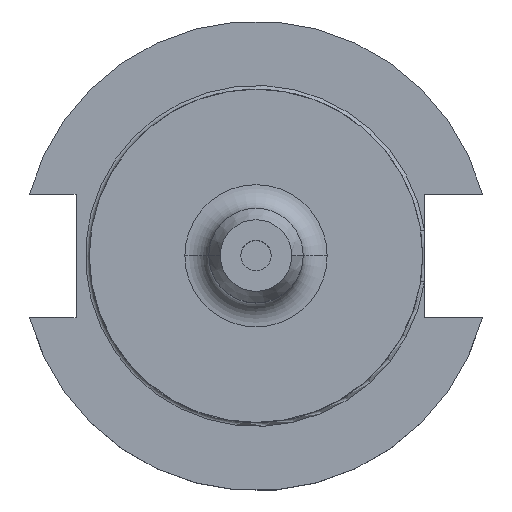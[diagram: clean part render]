
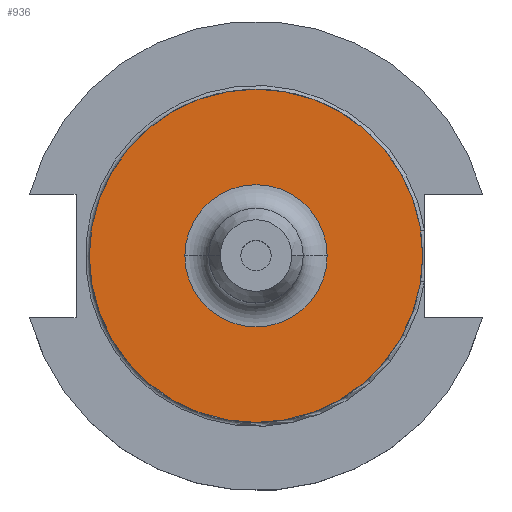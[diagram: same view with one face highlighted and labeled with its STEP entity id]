
A CAD part, top view. The second image highlights one B-rep face of the part: STEP entity #936.
In plain terms, the highlighted planar face has unit normal (0, 0, 1).
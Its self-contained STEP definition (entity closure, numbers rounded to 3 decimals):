
#4 = AXIS2_PLACEMENT_3D ( 'NONE', #1262, #1253, #1392 ) ;
#28 = EDGE_LOOP ( 'NONE', ( #1385, #1437 ) ) ;
#129 = FACE_OUTER_BOUND ( 'NONE', #28, .T. ) ;
#143 = PLANE ( 'NONE',  #1602 ) ;
#174 = CARTESIAN_POINT ( 'NONE',  ( 0., 34.925, 35. ) ) ;
#238 = DIRECTION ( 'NONE',  ( 1., 0., 0. ) ) ;
#260 = CIRCLE ( 'NONE', #691, 14.906 ) ;
#364 = AXIS2_PLACEMENT_3D ( 'NONE', #1621, #1610, #1309 ) ;
#372 = CARTESIAN_POINT ( 'NONE',  ( 0., 0., 35. ) ) ;
#493 = FACE_BOUND ( 'NONE', #707, .T. ) ;
#533 = DIRECTION ( 'NONE',  ( 0., 0., 1. ) ) ;
#636 = EDGE_CURVE ( 'NONE', #1742, #1394, #1311, .T. ) ;
#675 = VERTEX_POINT ( 'NONE', #1500 ) ;
#691 = AXIS2_PLACEMENT_3D ( 'NONE', #372, #1222, #238 ) ;
#697 = CIRCLE ( 'NONE', #364, 14.906 ) ;
#707 = EDGE_LOOP ( 'NONE', ( #1764, #725 ) ) ;
#722 = AXIS2_PLACEMENT_3D ( 'NONE', #1242, #533, #1374 ) ;
#725 = ORIENTED_EDGE ( 'NONE', *, *, #1199, .T. ) ;
#782 = CIRCLE ( 'NONE', #4, 34.925 ) ;
#850 = VERTEX_POINT ( 'NONE', #1023 ) ;
#936 = ADVANCED_FACE ( 'NONE', ( #493, #129 ), #143, .T. ) ;
#981 = DIRECTION ( 'NONE',  ( 1., 0., 0. ) ) ;
#1008 = DIRECTION ( 'NONE',  ( 0., 0., 1. ) ) ;
#1023 = CARTESIAN_POINT ( 'NONE',  ( 14.906, 0., 35. ) ) ;
#1056 = CARTESIAN_POINT ( 'NONE',  ( -34.925, 0., 35. ) ) ;
#1072 = CARTESIAN_POINT ( 'NONE',  ( 34.925, 0., 35. ) ) ;
#1199 = EDGE_CURVE ( 'NONE', #675, #850, #260, .T. ) ;
#1222 = DIRECTION ( 'NONE',  ( 0., 0., -1. ) ) ;
#1242 = CARTESIAN_POINT ( 'NONE',  ( 0., 0., 35. ) ) ;
#1253 = DIRECTION ( 'NONE',  ( 0., 0., 1. ) ) ;
#1262 = CARTESIAN_POINT ( 'NONE',  ( 0., 0., 35. ) ) ;
#1309 = DIRECTION ( 'NONE',  ( 1., 0., 0. ) ) ;
#1311 = CIRCLE ( 'NONE', #722, 34.925 ) ;
#1359 = EDGE_CURVE ( 'NONE', #1394, #1742, #782, .T. ) ;
#1374 = DIRECTION ( 'NONE',  ( 1., 0., 0. ) ) ;
#1385 = ORIENTED_EDGE ( 'NONE', *, *, #1359, .T. ) ;
#1392 = DIRECTION ( 'NONE',  ( 1., 0., 0. ) ) ;
#1394 = VERTEX_POINT ( 'NONE', #1072 ) ;
#1405 = EDGE_CURVE ( 'NONE', #850, #675, #697, .T. ) ;
#1437 = ORIENTED_EDGE ( 'NONE', *, *, #636, .T. ) ;
#1500 = CARTESIAN_POINT ( 'NONE',  ( -14.906, 0., 35. ) ) ;
#1602 = AXIS2_PLACEMENT_3D ( 'NONE', #174, #1008, #981 ) ;
#1610 = DIRECTION ( 'NONE',  ( 0., 0., -1. ) ) ;
#1621 = CARTESIAN_POINT ( 'NONE',  ( 0., 0., 35. ) ) ;
#1742 = VERTEX_POINT ( 'NONE', #1056 ) ;
#1764 = ORIENTED_EDGE ( 'NONE', *, *, #1405, .T. ) ;
